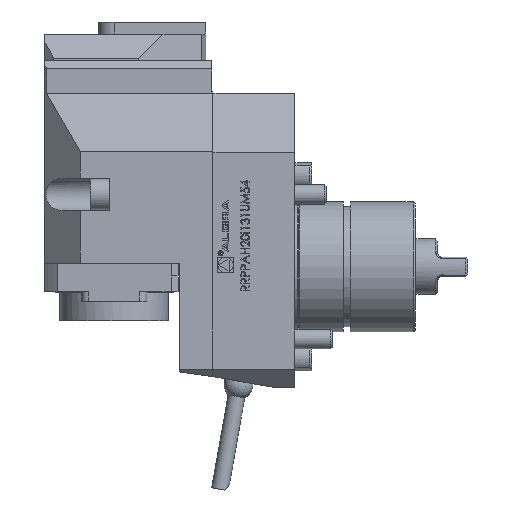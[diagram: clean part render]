
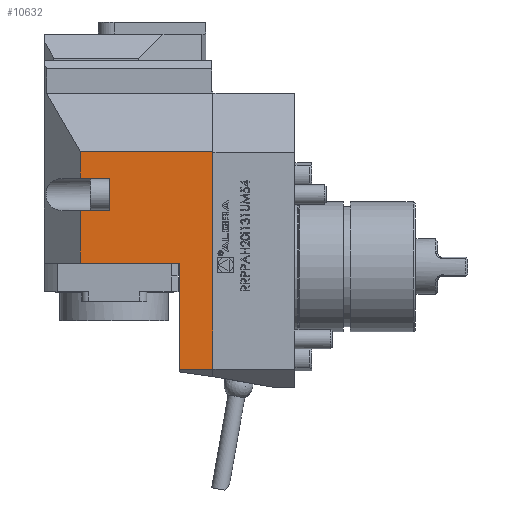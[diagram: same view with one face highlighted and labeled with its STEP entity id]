
A CAD part, left-side view. The second image highlights one B-rep face of the part: STEP entity #10632.
In plain terms, the highlighted planar face has unit normal (-1, 0, 0).
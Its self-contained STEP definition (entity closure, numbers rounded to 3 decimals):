
#204 = DIRECTION ( 'NONE',  ( 0., 0., -1. ) ) ;
#516 = VECTOR ( 'NONE', #23972, 1000. ) ;
#950 = EDGE_CURVE ( 'NONE', #11378, #8893, #15588, .T. ) ;
#1117 = CARTESIAN_POINT ( 'NONE',  ( -45., 43., 36.75 ) ) ;
#1207 = VECTOR ( 'NONE', #19386, 1000. ) ;
#1377 = EDGE_CURVE ( 'NONE', #6932, #4737, #3667, .T. ) ;
#1875 = LINE ( 'NONE', #13724, #7291 ) ;
#2098 = CARTESIAN_POINT ( 'NONE',  ( -45., 0., -50. ) ) ;
#2219 = ORIENTED_EDGE ( 'NONE', *, *, #22721, .T. ) ;
#2570 = VECTOR ( 'NONE', #12169, 1000. ) ;
#3164 = EDGE_CURVE ( 'NONE', #20123, #11796, #13642, .T. ) ;
#3210 = PLANE ( 'NONE',  #11860 ) ;
#3667 = LINE ( 'NONE', #2098, #16331 ) ;
#4021 = CARTESIAN_POINT ( 'NONE',  ( -45., 0., -42.5 ) ) ;
#4202 = DIRECTION ( 'NONE',  ( 0., 1., 0. ) ) ;
#4273 = VECTOR ( 'NONE', #204, 1000. ) ;
#4737 = VERTEX_POINT ( 'NONE', #15555 ) ;
#5095 = VECTOR ( 'NONE', #4202, 1000. ) ;
#6511 = DIRECTION ( 'NONE',  ( 0., -1., 0. ) ) ;
#6932 = VERTEX_POINT ( 'NONE', #19833 ) ;
#7175 = ORIENTED_EDGE ( 'NONE', *, *, #24214, .F. ) ;
#7291 = VECTOR ( 'NONE', #23150, 1000. ) ;
#7485 = CARTESIAN_POINT ( 'NONE',  ( -45., 55., 1.5 ) ) ;
#8336 = CARTESIAN_POINT ( 'NONE',  ( -45., 70., 47.751 ) ) ;
#8457 = LINE ( 'NONE', #14624, #14362 ) ;
#8650 = ORIENTED_EDGE ( 'NONE', *, *, #15411, .T. ) ;
#8893 = VERTEX_POINT ( 'NONE', #20741 ) ;
#8982 = LINE ( 'NONE', #20775, #19093 ) ;
#9127 = ORIENTED_EDGE ( 'NONE', *, *, #12218, .T. ) ;
#9134 = CARTESIAN_POINT ( 'NONE',  ( -45., 41., 0. ) ) ;
#9283 = VERTEX_POINT ( 'NONE', #23233 ) ;
#9379 = LINE ( 'NONE', #7485, #1207 ) ;
#9380 = VERTEX_POINT ( 'NONE', #21560 ) ;
#9913 = CARTESIAN_POINT ( 'NONE',  ( -45., 55., 1.5 ) ) ;
#10234 = VECTOR ( 'NONE', #14253, 1000. ) ;
#10632 = ADVANCED_FACE ( 'Defeature completata1_150', ( #24836 ), #3210, .T. ) ;
#11373 = ORIENTED_EDGE ( 'NONE', *, *, #19707, .T. ) ;
#11378 = VERTEX_POINT ( 'NONE', #20133 ) ;
#11796 = VERTEX_POINT ( 'NONE', #22349 ) ;
#11817 = ORIENTED_EDGE ( 'NONE', *, *, #3164, .F. ) ;
#11860 = AXIS2_PLACEMENT_3D ( 'NONE', #9134, #12898, #20678 ) ;
#12169 = DIRECTION ( 'NONE',  ( 0., 0., -1. ) ) ;
#12218 = EDGE_CURVE ( 'NONE', #17894, #9283, #21587, .T. ) ;
#12592 = VERTEX_POINT ( 'NONE', #16180 ) ;
#12898 = DIRECTION ( 'NONE',  ( -1., 0., 0. ) ) ;
#13642 = LINE ( 'NONE', #23319, #5095 ) ;
#13724 = CARTESIAN_POINT ( 'NONE',  ( -45., 14., 1.5 ) ) ;
#14253 = DIRECTION ( 'NONE',  ( 0., -1., 0. ) ) ;
#14323 = ORIENTED_EDGE ( 'NONE', *, *, #24918, .F. ) ;
#14362 = VECTOR ( 'NONE', #23936, 1000. ) ;
#14389 = CARTESIAN_POINT ( 'NONE',  ( -45., 43., 23.25 ) ) ;
#14624 = CARTESIAN_POINT ( 'NONE',  ( -45., 43., 23.25 ) ) ;
#14717 = ORIENTED_EDGE ( 'NONE', *, *, #950, .T. ) ;
#15248 = EDGE_LOOP ( 'NONE', ( #11817, #23563, #11373, #14717, #24092, #2219, #9127, #7175, #17173, #14323, #8650 ) ) ;
#15411 = EDGE_CURVE ( 'NONE', #9380, #11796, #9379, .T. ) ;
#15555 = CARTESIAN_POINT ( 'NONE',  ( -45., 0., 47.751 ) ) ;
#15588 = LINE ( 'NONE', #9913, #4273 ) ;
#16166 = CARTESIAN_POINT ( 'NONE',  ( -45., 70., 1.5 ) ) ;
#16180 = CARTESIAN_POINT ( 'NONE',  ( -45., 14., 1.5 ) ) ;
#16331 = VECTOR ( 'NONE', #20502, 1000. ) ;
#17173 = ORIENTED_EDGE ( 'NONE', *, *, #1377, .T. ) ;
#17581 = EDGE_CURVE ( 'NONE', #8893, #12592, #18103, .T. ) ;
#17894 = VERTEX_POINT ( 'NONE', #19044 ) ;
#18103 = LINE ( 'NONE', #16166, #516 ) ;
#19044 = CARTESIAN_POINT ( 'NONE',  ( -45., 14., -42.5 ) ) ;
#19093 = VECTOR ( 'NONE', #24443, 1000. ) ;
#19386 = DIRECTION ( 'NONE',  ( 0., 0., -1. ) ) ;
#19656 = VECTOR ( 'NONE', #6511, 1000. ) ;
#19707 = EDGE_CURVE ( 'NONE', #24886, #11378, #8457, .T. ) ;
#19786 = LINE ( 'NONE', #21561, #2570 ) ;
#19833 = CARTESIAN_POINT ( 'NONE',  ( -45., 0., 47.5 ) ) ;
#20123 = VERTEX_POINT ( 'NONE', #1117 ) ;
#20133 = CARTESIAN_POINT ( 'NONE',  ( -45., 55., 23.25 ) ) ;
#20502 = DIRECTION ( 'NONE',  ( 0., 0., 1. ) ) ;
#20678 = DIRECTION ( 'NONE',  ( 0., 0., 1. ) ) ;
#20741 = CARTESIAN_POINT ( 'NONE',  ( -45., 55., 1.5 ) ) ;
#20775 = CARTESIAN_POINT ( 'NONE',  ( -45., 0., 72. ) ) ;
#21560 = CARTESIAN_POINT ( 'NONE',  ( -45., 55., 47.751 ) ) ;
#21561 = CARTESIAN_POINT ( 'NONE',  ( -45., 43., 0. ) ) ;
#21587 = LINE ( 'NONE', #4021, #19656 ) ;
#22145 = LINE ( 'NONE', #8336, #10234 ) ;
#22349 = CARTESIAN_POINT ( 'NONE',  ( -45., 55., 36.75 ) ) ;
#22721 = EDGE_CURVE ( 'NONE', #12592, #17894, #1875, .T. ) ;
#23150 = DIRECTION ( 'NONE',  ( 0., 0., -1. ) ) ;
#23233 = CARTESIAN_POINT ( 'NONE',  ( -45., 0., -42.5 ) ) ;
#23319 = CARTESIAN_POINT ( 'NONE',  ( -45., 43., 36.75 ) ) ;
#23563 = ORIENTED_EDGE ( 'NONE', *, *, #23758, .T. ) ;
#23758 = EDGE_CURVE ( 'NONE', #20123, #24886, #19786, .T. ) ;
#23936 = DIRECTION ( 'NONE',  ( 0., 1., 0. ) ) ;
#23972 = DIRECTION ( 'NONE',  ( 0., -1., 0. ) ) ;
#24092 = ORIENTED_EDGE ( 'NONE', *, *, #17581, .T. ) ;
#24214 = EDGE_CURVE ( 'NONE', #6932, #9283, #8982, .T. ) ;
#24443 = DIRECTION ( 'NONE',  ( 0., 0., -1. ) ) ;
#24836 = FACE_OUTER_BOUND ( 'NONE', #15248, .T. ) ;
#24886 = VERTEX_POINT ( 'NONE', #14389 ) ;
#24918 = EDGE_CURVE ( 'NONE', #9380, #4737, #22145, .T. ) ;
